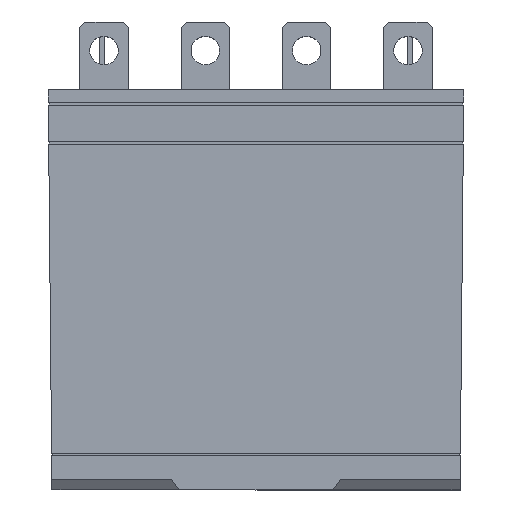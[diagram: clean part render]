
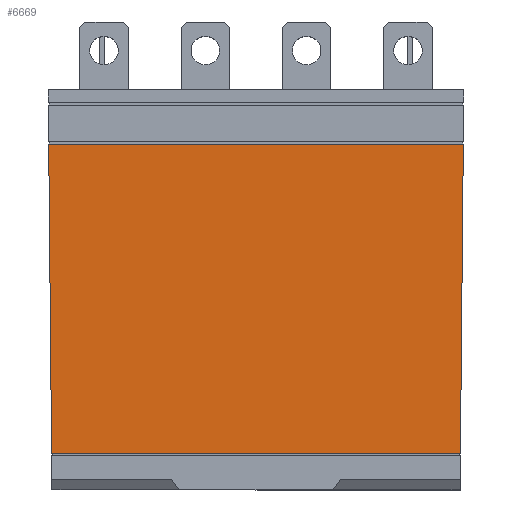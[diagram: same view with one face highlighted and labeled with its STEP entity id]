
A CAD part, top view. The second image highlights one B-rep face of the part: STEP entity #6669.
In plain terms, the highlighted planar face has unit normal (0, -0.009, 1).
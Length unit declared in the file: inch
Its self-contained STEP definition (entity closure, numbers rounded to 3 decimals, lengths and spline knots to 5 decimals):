
#224 = DIRECTION ( 'NONE',  ( 0., -0.009, 1. ) ) ;
#280 = CARTESIAN_POINT ( 'NONE',  ( 0.78689, -1.4, 0.53689 ) ) ;
#563 = CARTESIAN_POINT ( 'NONE',  ( -0.79803, -0.21, 0.54803 ) ) ;
#565 = EDGE_CURVE ( 'NONE', #2422, #734, #1857, .T. ) ;
#656 = CARTESIAN_POINT ( 'NONE',  ( -0.8, -0.21, 0.54803 ) ) ;
#663 = CARTESIAN_POINT ( 'NONE',  ( 0.78689, -1.4, 0.53689 ) ) ;
#734 = VERTEX_POINT ( 'NONE', #976 ) ;
#937 = VECTOR ( 'NONE', #6088, 39.37008 ) ;
#948 = CARTESIAN_POINT ( 'NONE',  ( -0.8, -1.4, 0.53689 ) ) ;
#976 = CARTESIAN_POINT ( 'NONE',  ( 0.79803, -0.21, 0.54803 ) ) ;
#986 = EDGE_CURVE ( 'NONE', #6886, #2422, #2001, .T. ) ;
#1681 = ORIENTED_EDGE ( 'NONE', *, *, #2773, .T. ) ;
#1740 = CARTESIAN_POINT ( 'NONE',  ( -0.8, 0., 0.55 ) ) ;
#1774 = ORIENTED_EDGE ( 'NONE', *, *, #5897, .T. ) ;
#1857 = LINE ( 'NONE', #663, #3613 ) ;
#2001 = LINE ( 'NONE', #948, #5198 ) ;
#2268 = PLANE ( 'NONE',  #6263 ) ;
#2346 = LINE ( 'NONE', #656, #937 ) ;
#2359 = DIRECTION ( 'NONE',  ( 0.009, -1., -0.009 ) ) ;
#2373 = DIRECTION ( 'NONE',  ( 0., -1., -0.009 ) ) ;
#2391 = LINE ( 'NONE', #6102, #3129 ) ;
#2422 = VERTEX_POINT ( 'NONE', #280 ) ;
#2496 = DIRECTION ( 'NONE',  ( 1., 0., 0. ) ) ;
#2773 = EDGE_CURVE ( 'NONE', #734, #5745, #2346, .T. ) ;
#2934 = FACE_OUTER_BOUND ( 'NONE', #5927, .T. ) ;
#3129 = VECTOR ( 'NONE', #2359, 39.37008 ) ;
#3481 = ORIENTED_EDGE ( 'NONE', *, *, #986, .T. ) ;
#3613 = VECTOR ( 'NONE', #5078, 39.37008 ) ;
#4184 = CARTESIAN_POINT ( 'NONE',  ( -0.78689, -1.4, 0.53689 ) ) ;
#4802 = ORIENTED_EDGE ( 'NONE', *, *, #565, .T. ) ;
#5078 = DIRECTION ( 'NONE',  ( 0.009, 1., 0.009 ) ) ;
#5198 = VECTOR ( 'NONE', #2496, 39.37008 ) ;
#5745 = VERTEX_POINT ( 'NONE', #563 ) ;
#5897 = EDGE_CURVE ( 'NONE', #5745, #6886, #2391, .T. ) ;
#5927 = EDGE_LOOP ( 'NONE', ( #1681, #1774, #3481, #4802 ) ) ;
#6088 = DIRECTION ( 'NONE',  ( -1., 0., 0. ) ) ;
#6102 = CARTESIAN_POINT ( 'NONE',  ( -0.79803, -0.21, 0.54803 ) ) ;
#6263 = AXIS2_PLACEMENT_3D ( 'NONE', #1740, #224, #2373 ) ;
#6669 = ADVANCED_FACE ( 'FACE167', ( #2934 ), #2268, .T. ) ;
#6886 = VERTEX_POINT ( 'NONE', #4184 ) ;
